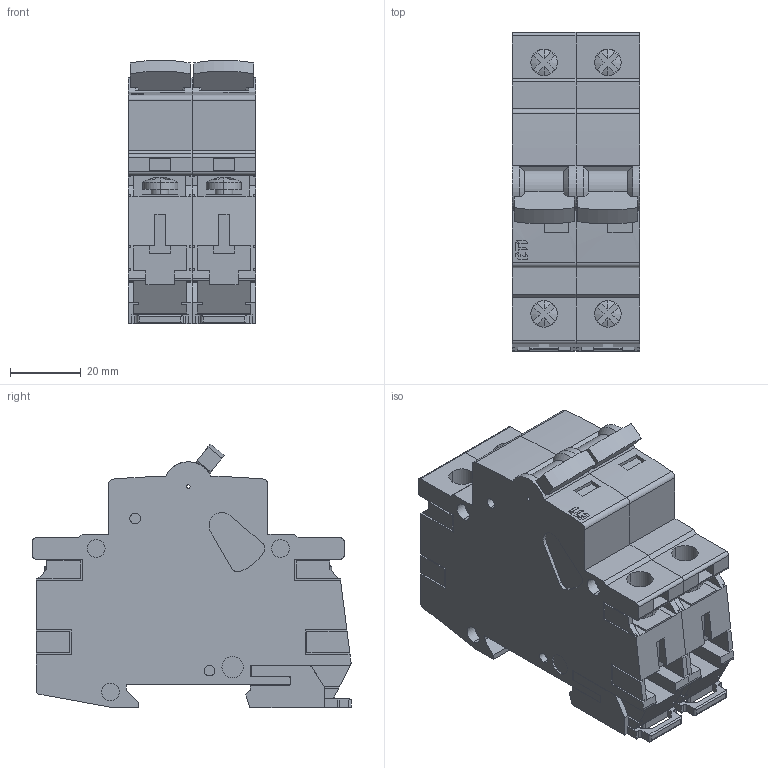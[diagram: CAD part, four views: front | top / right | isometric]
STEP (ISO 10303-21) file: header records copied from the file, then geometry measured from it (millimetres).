
FILE_DESCRIPTION((''),'2;1');
FILE_NAME('ASTI_MCB_ETIMAT_P10_2P__ASM','2017-09-13T',('nejc.strous'),('Audax d.o.o.'),'CREO PARAMETRIC BY PTC INC, 2015380','CREO PARAMETRIC BY PTC INC, 2015380','');
FILE_SCHEMA(('AUTOMOTIVE_DESIGN { 1 0 10303 214 1 1 1 1 }'));
Length unit declared in the file: millimetre
Products named in the file (10): GHOST; ETIMAT_11; DZWIGNIA_ETIMAT11; ZAPINKA_ETIMAT10; ETIMAT_11_1P-OA0_ASM; ETIMAT_11_AF1; ETIMAT_11_1P-OA1_AF0_ASM; ASSEM1_AF0_ASM; ASTI_MCB_ETIMAT_P10_2P_AF0_ASM; ASTI_MCB_ETIMAT_P10_2P__ASM
Assembly tree (11 placements, depth 5):
  ASTI_MCB_ETIMAT_P10_2P__ASM
    GHOST
    ASTI_MCB_ETIMAT_P10_2P_AF0_ASM
      ASSEM1_AF0_ASM
        ETIMAT_11_1P-OA0_ASM
          ETIMAT_11
          DZWIGNIA_ETIMAT11
          ZAPINKA_ETIMAT10
        ETIMAT_11_1P-OA1_AF0_ASM
          ETIMAT_11_AF1
          DZWIGNIA_ETIMAT11
          ZAPINKA_ETIMAT10
Bounding box: 36 x 90.09 x 74.47 mm (x, y, z)
Volume: 155597.1 mm3; surface area: 46122.1 mm2
Topology: 6 solids, 6 shells, 841 faces, 2358 edges, 1574 vertices
Faces by surface type: plane 627, cylinder 202, bspline 8, cone 4
Entity records: 29697 total; most frequent: CARTESIAN_POINT 4893, ORIENTED_EDGE 4126, DIRECTION 3899, EDGE_CURVE 2063, VECTOR 1583, LINE 1583, VERTEX_POINT 1375, AXIS2_PLACEMENT_3D 1158
